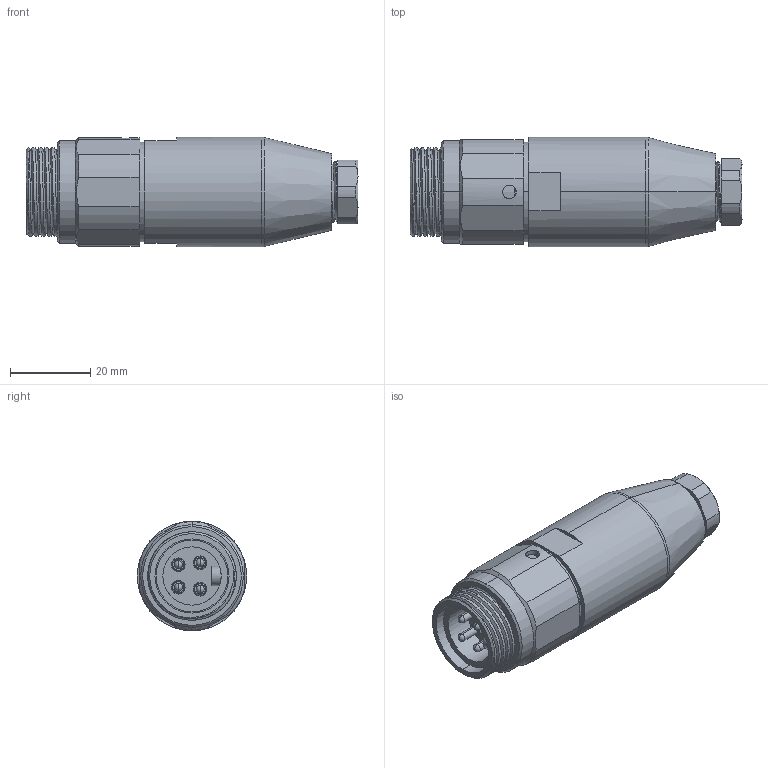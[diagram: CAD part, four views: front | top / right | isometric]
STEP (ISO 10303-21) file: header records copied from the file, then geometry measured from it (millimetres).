
FILE_DESCRIPTION(/* description */ (''),/* implementation_level */ '2;1');
FILE_NAME(/* name */ 'MZ4212-0-9.stp',/* time_stamp */ '2019-04-22T15:14:41+08:00',/* author */ (''),/* organization */ (''),/* preprocessor_version */ 'ST-DEVELOPER v15',/* originating_system */ 'SIEMENS PLM Software NX 9.0',/* authorisation */ '');
FILE_SCHEMA (('CONFIG_CONTROL_DESIGN'));
Length unit declared in the file: millimetre
Products named in the file (1): MZ4212-0-9
Bounding box: 82.5 x 27.2 x 27.2 mm (x, y, z)
Volume: 37886.8 mm3; surface area: 10234.3 mm2
Topology: 1 solids, 1 shells, 144 faces, 345 edges, 213 vertices
Faces by surface type: cylinder 53, plane 36, cone 27, torus 14, sphere 8, bspline 6
Full cylindrical faces by diameter (mm): 24.4 x1
Entity records: 5794 total; most frequent: CARTESIAN_POINT 2467, DIRECTION 675, ORIENTED_EDGE 672, EDGE_CURVE 336, AXIS2_PLACEMENT_3D 286, VERTEX_POINT 213, EDGE_LOOP 165, CIRCLE 147
